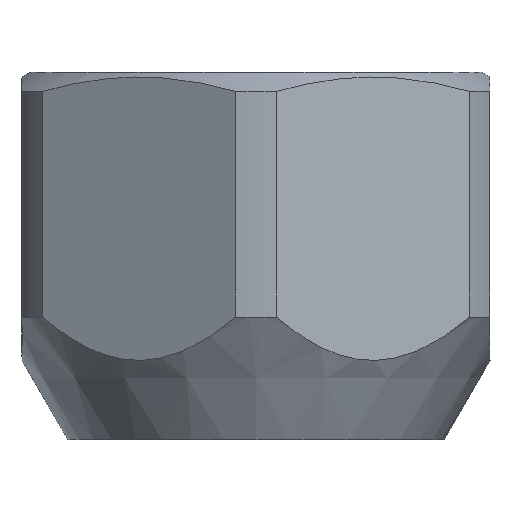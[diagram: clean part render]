
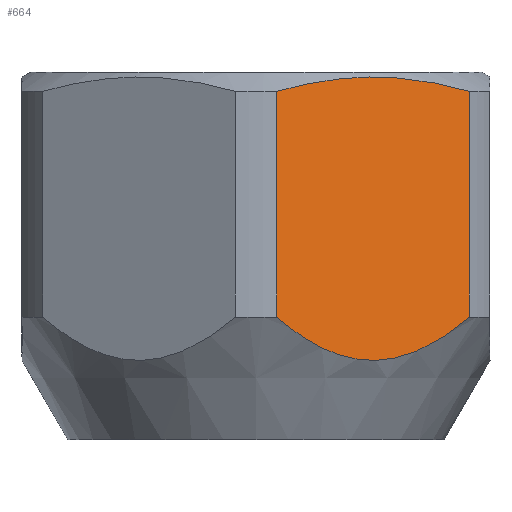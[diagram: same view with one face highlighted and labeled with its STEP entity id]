
A CAD part, front view. The second image highlights one B-rep face of the part: STEP entity #664.
In plain terms, the highlighted planar face has unit normal (0.5, -0.866, 0).
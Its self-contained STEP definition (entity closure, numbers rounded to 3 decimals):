
#308 = EDGE_CURVE ( 'NONE', #476, #325, #873, .T. ) ;
#310 = EDGE_CURVE ( 'NONE', #340, #476, #844, .T. ) ;
#325 = VERTEX_POINT ( 'NONE', #889 ) ;
#340 = VERTEX_POINT ( 'NONE', #893 ) ;
#438 = EDGE_CURVE ( 'NONE', #325, #443, #1145, .T. ) ;
#443 = VERTEX_POINT ( 'NONE', #1219 ) ;
#447 = EDGE_CURVE ( 'NONE', #443, #340, #1167, .T. ) ;
#476 = VERTEX_POINT ( 'NONE', #1341 ) ;
#595 = ORIENTED_EDGE ( 'NONE', *, *, #438, .F. ) ;
#622 = ORIENTED_EDGE ( 'NONE', *, *, #447, .F. ) ;
#624 = ORIENTED_EDGE ( 'NONE', *, *, #310, .F. ) ;
#664 = ADVANCED_FACE ( 'NONE', ( #1644 ), #1601, .T. ) ;
#665 = EDGE_LOOP ( 'NONE', ( #624, #622, #595, #667 ) ) ;
#667 = ORIENTED_EDGE ( 'NONE', *, *, #308, .F. ) ;
#817 = CARTESIAN_POINT ( 'NONE',  ( 6.38, -4.399, 6.291 ) ) ;
#844 = B_SPLINE_CURVE_WITH_KNOTS ( 'NONE', 3,
 ( #926, #959, #958, #957, #956, #955, #954, #953 ),
 .UNSPECIFIED., .F., .F.,
 ( 4, 2, 2, 4 ),
 ( 0., 0.003, 0.005, 0.007 ),
 .UNSPECIFIED. ) ;
#845 = DIRECTION ( 'NONE',  ( 0., 0., -1. ) ) ;
#846 = VECTOR ( 'NONE', #845, 1000. ) ;
#873 = LINE ( 'NONE', #817, #846 ) ;
#889 = CARTESIAN_POINT ( 'NONE',  ( 6.38, -4.399, -7.327 ) ) ;
#893 = CARTESIAN_POINT ( 'NONE',  ( 0.62, -7.725, -0.577 ) ) ;
#926 = CARTESIAN_POINT ( 'NONE',  ( 0.62, -7.725, -0.577 ) ) ;
#953 = CARTESIAN_POINT ( 'NONE',  ( 6.38, -4.399, -0.577 ) ) ;
#954 = CARTESIAN_POINT ( 'NONE',  ( 5.906, -4.673, -0.442 ) ) ;
#955 = CARTESIAN_POINT ( 'NONE',  ( 5.429, -4.949, -0.332 ) ) ;
#956 = CARTESIAN_POINT ( 'NONE',  ( 4.463, -5.506, -0.183 ) ) ;
#957 = CARTESIAN_POINT ( 'NONE',  ( 3.974, -5.789, -0.144 ) ) ;
#958 = CARTESIAN_POINT ( 'NONE',  ( 2.521, -6.627, -0.145 ) ) ;
#959 = CARTESIAN_POINT ( 'NONE',  ( 1.566, -7.179, -0.307 ) ) ;
#1145 = B_SPLINE_CURVE_WITH_KNOTS ( 'NONE', 3,
 ( #1184, #1183, #1182, #1181, #1180, #1179, #1178, #1177, #1176, #1175, #1174, #1173, #1172, #1171 ),
 .UNSPECIFIED., .F., .F.,
 ( 4, 2, 2, 2, 2, 2, 4 ),
 ( 0., 0.002, 0.003, 0.004, 0.005, 0.005, 0.007 ),
 .UNSPECIFIED. ) ;
#1167 = LINE ( 'NONE', #1185, #1269 ) ;
#1171 = CARTESIAN_POINT ( 'NONE',  ( 0.62, -7.725, -7.327 ) ) ;
#1172 = CARTESIAN_POINT ( 'NONE',  ( 1.042, -7.481, -7.689 ) ) ;
#1173 = CARTESIAN_POINT ( 'NONE',  ( 1.486, -7.225, -8.008 ) ) ;
#1174 = CARTESIAN_POINT ( 'NONE',  ( 2.211, -6.806, -8.363 ) ) ;
#1175 = CARTESIAN_POINT ( 'NONE',  ( 2.464, -6.66, -8.46 ) ) ;
#1176 = CARTESIAN_POINT ( 'NONE',  ( 2.975, -6.365, -8.591 ) ) ;
#1177 = CARTESIAN_POINT ( 'NONE',  ( 3.236, -6.215, -8.626 ) ) ;
#1178 = CARTESIAN_POINT ( 'NONE',  ( 3.766, -5.909, -8.626 ) ) ;
#1179 = CARTESIAN_POINT ( 'NONE',  ( 4.026, -5.758, -8.591 ) ) ;
#1180 = CARTESIAN_POINT ( 'NONE',  ( 4.537, -5.463, -8.46 ) ) ;
#1181 = CARTESIAN_POINT ( 'NONE',  ( 4.791, -5.317, -8.363 ) ) ;
#1182 = CARTESIAN_POINT ( 'NONE',  ( 5.514, -4.899, -8.008 ) ) ;
#1183 = CARTESIAN_POINT ( 'NONE',  ( 5.958, -4.643, -7.689 ) ) ;
#1184 = CARTESIAN_POINT ( 'NONE',  ( 6.38, -4.399, -7.327 ) ) ;
#1185 = CARTESIAN_POINT ( 'NONE',  ( 0.62, -7.725, 6.291 ) ) ;
#1219 = CARTESIAN_POINT ( 'NONE',  ( 0.62, -7.725, -7.327 ) ) ;
#1268 = DIRECTION ( 'NONE',  ( 0., 0., 1. ) ) ;
#1269 = VECTOR ( 'NONE', #1268, 1000. ) ;
#1341 = CARTESIAN_POINT ( 'NONE',  ( 6.38, -4.399, -0.577 ) ) ;
#1595 = DIRECTION ( 'NONE',  ( 0.866, 0.5, 0. ) ) ;
#1596 = DIRECTION ( 'NONE',  ( 0.5, -0.866, 0. ) ) ;
#1597 = CARTESIAN_POINT ( 'NONE',  ( 0., -8.083, -11.001 ) ) ;
#1601 = PLANE ( 'NONE',  #1637 ) ;
#1637 = AXIS2_PLACEMENT_3D ( 'NONE', #1597, #1596, #1595 ) ;
#1644 = FACE_OUTER_BOUND ( 'NONE', #665, .T. ) ;
